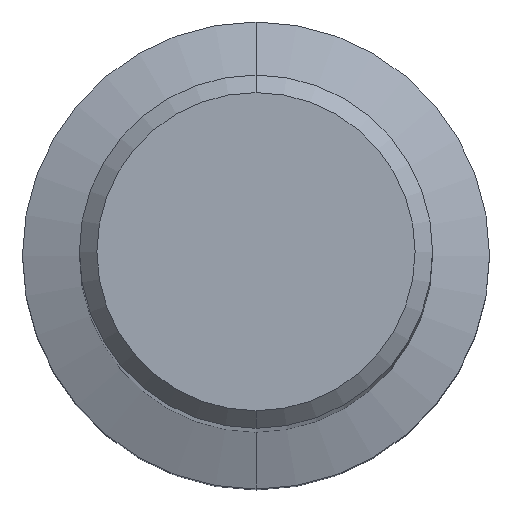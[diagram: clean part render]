
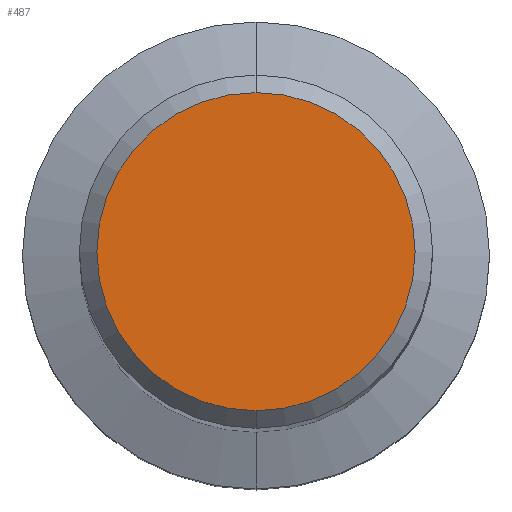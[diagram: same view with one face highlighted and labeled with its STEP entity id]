
A CAD part, top view. The second image highlights one B-rep face of the part: STEP entity #487.
In plain terms, the highlighted planar face has unit normal (0, 0, 1).
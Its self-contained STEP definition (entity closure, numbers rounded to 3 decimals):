
#209=VERTEX_POINT('',#565);
#251=EDGE_CURVE('',#209,#443,#610,.T.);
#443=VERTEX_POINT('',#826);
#481=EDGE_CURVE('',#443,#209,#866,.T.);
#487=ADVANCED_FACE('',(#872),#873,.T.);
#565=CARTESIAN_POINT('',(0.0,5.45,0.0));
#610=CIRCLE('',#1036,5.45);
#826=CARTESIAN_POINT('',(0.,-5.45,0.0));
#866=CIRCLE('',#1563,5.45);
#872=FACE_OUTER_BOUND('',#1591,.T.);
#873=PLANE('',#1592);
#1036=AXIS2_PLACEMENT_3D('',#1764,#1765,#1766);
#1563=AXIS2_PLACEMENT_3D('',#2051,#2052,#2053);
#1591=EDGE_LOOP('',(#2056,#2057));
#1592=AXIS2_PLACEMENT_3D('',#2058,#2059,#2060);
#1764=CARTESIAN_POINT('',(0.0,0.0,0.0));
#1765=DIRECTION('',(0.0,0.0,-1.0));
#1766=DIRECTION('',(0.0,1.0,0.0));
#2051=CARTESIAN_POINT('',(0.0,0.0,0.0));
#2052=DIRECTION('',(0.0,0.0,-1.0));
#2053=DIRECTION('',(0.0,1.0,0.0));
#2056=ORIENTED_EDGE('',*,*,#251,.F.);
#2057=ORIENTED_EDGE('',*,*,#481,.F.);
#2058=CARTESIAN_POINT('',(0.0,2.725,0.0));
#2059=DIRECTION('',(-0.0,0.0,1.0));
#2060=DIRECTION('',(0.0,-1.0,0.0));
